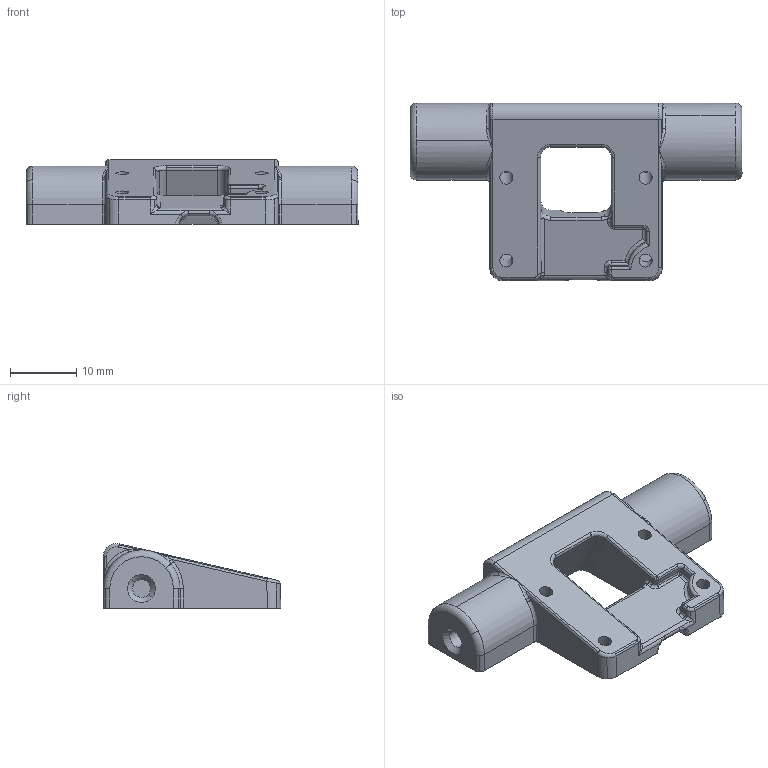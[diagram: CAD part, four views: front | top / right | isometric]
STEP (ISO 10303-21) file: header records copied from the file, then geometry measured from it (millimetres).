
FILE_DESCRIPTION(('STEP AP214'),'1');
FILE_NAME('PiCamera_holder.stp','2022-08-06T14:24:48',(' '),(' '),'Spatial InterOp 3D',' ',' ');
FILE_SCHEMA(('AUTOMOTIVE_DESIGN { 1 0 10303 214 1 1 1 1 }'));
Length unit declared in the file: metre
Products named in the file (1): PiCamera_holder
Bounding box: 50 x 26.78 x 9.76 mm (x, y, z)
Volume: 5604.4 mm3; surface area: 3270.8 mm2
Topology: 1 solids, 1 shells, 184 faces, 474 edges, 283 vertices
Faces by surface type: cylinder 105, plane 28, torus 21, bspline 20, sphere 6, cone 4
Entity records: 11294 total; most frequent: CARTESIAN_POINT 6785, DIRECTION 1005, ORIENTED_EDGE 926, EDGE_CURVE 463, AXIS2_PLACEMENT_3D 417, VERTEX_POINT 283, CIRCLE 194, EDGE_LOOP 192
